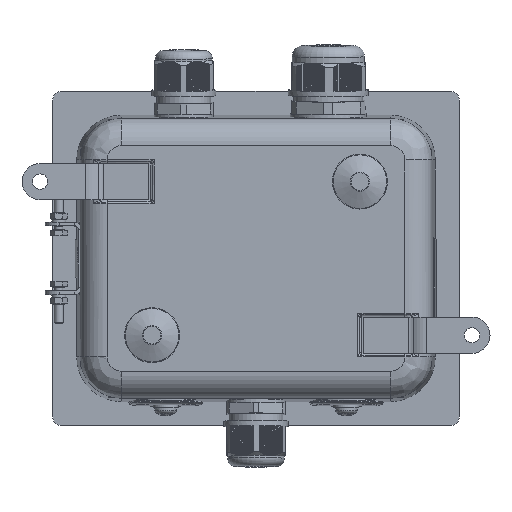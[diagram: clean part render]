
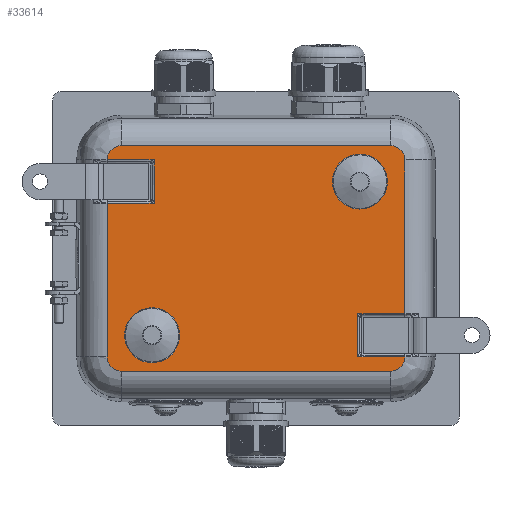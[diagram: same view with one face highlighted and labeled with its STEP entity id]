
A CAD part, front view. The second image highlights one B-rep face of the part: STEP entity #33614.
In plain terms, the highlighted planar face has unit normal (0, -1, 0).
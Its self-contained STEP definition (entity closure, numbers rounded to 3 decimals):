
#2344=LINE('',#49362,#4910);
#2366=LINE('',#49457,#4932);
#2367=LINE('',#49459,#4933);
#2368=LINE('',#49460,#4934);
#2369=LINE('',#49464,#4935);
#2370=LINE('',#49468,#4936);
#2371=LINE('',#49470,#4937);
#2372=LINE('',#49472,#4938);
#2373=LINE('',#49474,#4939);
#2374=LINE('',#49478,#4940);
#4910=VECTOR('',#39924,10.);
#4932=VECTOR('',#40042,10.);
#4933=VECTOR('',#40043,10.);
#4934=VECTOR('',#40044,10.);
#4935=VECTOR('',#40047,10.);
#4936=VECTOR('',#40050,10.);
#4937=VECTOR('',#40051,10.);
#4938=VECTOR('',#40052,10.);
#4939=VECTOR('',#40053,10.);
#4940=VECTOR('',#40056,10.);
#7523=FACE_BOUND('',#11680,.T.);
#7524=FACE_BOUND('',#11681,.T.);
#9826=FACE_OUTER_BOUND('',#11679,.T.);
#11679=EDGE_LOOP('',(#24628,#24629,#24630,#24631,#24632,#24633,#24634,#24635,
#24636,#24637,#24638,#24639,#24640,#24641));
#11680=EDGE_LOOP('',(#24642));
#11681=EDGE_LOOP('',(#24643));
#13428=CIRCLE('',#35881,15.194);
#13430=CIRCLE('',#35885,7.896);
#13431=CIRCLE('',#35886,7.896);
#13432=CIRCLE('',#35887,7.896);
#13433=CIRCLE('',#35888,7.896);
#13434=CIRCLE('',#35889,15.194);
#14765=VERTEX_POINT('',#49359);
#14766=VERTEX_POINT('',#49361);
#14788=VERTEX_POINT('',#49447);
#14790=VERTEX_POINT('',#49455);
#14791=VERTEX_POINT('',#49456);
#14792=VERTEX_POINT('',#49458);
#14793=VERTEX_POINT('',#49461);
#14794=VERTEX_POINT('',#49463);
#14795=VERTEX_POINT('',#49465);
#14796=VERTEX_POINT('',#49467);
#14797=VERTEX_POINT('',#49469);
#14798=VERTEX_POINT('',#49471);
#14799=VERTEX_POINT('',#49473);
#14800=VERTEX_POINT('',#49475);
#14801=VERTEX_POINT('',#49477);
#14802=VERTEX_POINT('',#49480);
#18443=EDGE_CURVE('',#14765,#14766,#2344,.T.);
#18486=EDGE_CURVE('',#14788,#14788,#13428,.T.);
#18489=EDGE_CURVE('',#14790,#14791,#2366,.T.);
#18490=EDGE_CURVE('',#14792,#14791,#2367,.T.);
#18491=EDGE_CURVE('',#14766,#14792,#2368,.T.);
#18492=EDGE_CURVE('',#14793,#14765,#13430,.T.);
#18493=EDGE_CURVE('',#14794,#14793,#2369,.T.);
#18494=EDGE_CURVE('',#14795,#14794,#13431,.T.);
#18495=EDGE_CURVE('',#14796,#14795,#2370,.T.);
#18496=EDGE_CURVE('',#14797,#14796,#2371,.T.);
#18497=EDGE_CURVE('',#14797,#14798,#2372,.T.);
#18498=EDGE_CURVE('',#14799,#14798,#2373,.T.);
#18499=EDGE_CURVE('',#14800,#14799,#13432,.T.);
#18500=EDGE_CURVE('',#14801,#14800,#2374,.T.);
#18501=EDGE_CURVE('',#14790,#14801,#13433,.T.);
#18502=EDGE_CURVE('',#14802,#14802,#13434,.T.);
#24628=ORIENTED_EDGE('',*,*,#18489,.T.);
#24629=ORIENTED_EDGE('',*,*,#18490,.F.);
#24630=ORIENTED_EDGE('',*,*,#18491,.F.);
#24631=ORIENTED_EDGE('',*,*,#18443,.F.);
#24632=ORIENTED_EDGE('',*,*,#18492,.F.);
#24633=ORIENTED_EDGE('',*,*,#18493,.F.);
#24634=ORIENTED_EDGE('',*,*,#18494,.F.);
#24635=ORIENTED_EDGE('',*,*,#18495,.F.);
#24636=ORIENTED_EDGE('',*,*,#18496,.F.);
#24637=ORIENTED_EDGE('',*,*,#18497,.T.);
#24638=ORIENTED_EDGE('',*,*,#18498,.F.);
#24639=ORIENTED_EDGE('',*,*,#18499,.F.);
#24640=ORIENTED_EDGE('',*,*,#18500,.F.);
#24641=ORIENTED_EDGE('',*,*,#18501,.F.);
#24642=ORIENTED_EDGE('',*,*,#18502,.F.);
#24643=ORIENTED_EDGE('',*,*,#18486,.F.);
#32449=PLANE('',#35884);
#33614=ADVANCED_FACE('',(#9826,#7523,#7524),#32449,.T.);
#35881=AXIS2_PLACEMENT_3D('',#49449,#40033,#40034);
#35884=AXIS2_PLACEMENT_3D('',#49454,#40040,#40041);
#35885=AXIS2_PLACEMENT_3D('',#49462,#40045,#40046);
#35886=AXIS2_PLACEMENT_3D('',#49466,#40048,#40049);
#35887=AXIS2_PLACEMENT_3D('',#49476,#40054,#40055);
#35888=AXIS2_PLACEMENT_3D('',#49479,#40057,#40058);
#35889=AXIS2_PLACEMENT_3D('',#49481,#40059,#40060);
#39924=DIRECTION('',(0.,0.,-1.));
#40033=DIRECTION('center_axis',(0.,-1.,0.));
#40034=DIRECTION('ref_axis',(1.,0.,0.));
#40040=DIRECTION('center_axis',(0.,-1.,0.));
#40041=DIRECTION('ref_axis',(-1.,0.,0.));
#40042=DIRECTION('',(-1.,0.,0.));
#40043=DIRECTION('',(0.,0.,-1.));
#40044=DIRECTION('',(-1.,0.,0.));
#40045=DIRECTION('center_axis',(0.,1.,0.));
#40046=DIRECTION('ref_axis',(0.707,0.,0.707));
#40047=DIRECTION('',(1.,0.,0.));
#40048=DIRECTION('center_axis',(0.,1.,0.));
#40049=DIRECTION('ref_axis',(-0.707,0.,0.707));
#40050=DIRECTION('',(-1.,0.,0.));
#40051=DIRECTION('',(0.,0.,1.));
#40052=DIRECTION('',(-1.,0.,0.));
#40053=DIRECTION('',(0.,0.,1.));
#40054=DIRECTION('center_axis',(0.,1.,0.));
#40055=DIRECTION('ref_axis',(-0.707,0.,-0.707));
#40056=DIRECTION('',(-1.,0.,0.));
#40057=DIRECTION('center_axis',(0.,1.,0.));
#40058=DIRECTION('ref_axis',(0.707,0.,-0.707));
#40059=DIRECTION('center_axis',(0.,-1.,0.));
#40060=DIRECTION('ref_axis',(1.,0.,0.));
#49359=CARTESIAN_POINT('',(82.396,4.,54.5));
#49361=CARTESIAN_POINT('',(82.396,4.,-30.5));
#49362=CARTESIAN_POINT('',(82.396,4.,27.25));
#49447=CARTESIAN_POINT('',(-72.69,4.,-42.5));
#49449=CARTESIAN_POINT('Origin',(-57.496,4.,-42.5));
#49454=CARTESIAN_POINT('Origin',(0.,4.,
0.));
#49455=CARTESIAN_POINT('',(82.396,4.,-54.5));
#49456=CARTESIAN_POINT('',(56.396,4.,-54.5));
#49457=CARTESIAN_POINT('',(28.698,4.,-54.5));
#49458=CARTESIAN_POINT('',(56.396,4.,-30.5));
#49459=CARTESIAN_POINT('',(56.396,4.,-15.75));
#49460=CARTESIAN_POINT('',(53.698,4.,-30.5));
#49461=CARTESIAN_POINT('',(74.5,4.,62.396));
#49462=CARTESIAN_POINT('Origin',(74.5,4.,54.5));
#49463=CARTESIAN_POINT('',(-74.5,4.,62.396));
#49464=CARTESIAN_POINT('',(-37.25,4.,62.396));
#49465=CARTESIAN_POINT('',(-82.396,4.,54.5));
#49466=CARTESIAN_POINT('Origin',(-74.5,4.,54.5));
#49467=CARTESIAN_POINT('',(-56.396,4.,54.5));
#49468=CARTESIAN_POINT('',(-28.698,4.,54.5));
#49469=CARTESIAN_POINT('',(-56.396,4.,30.5));
#49470=CARTESIAN_POINT('',(-56.396,4.,15.75));
#49471=CARTESIAN_POINT('',(-82.396,4.,30.5));
#49472=CARTESIAN_POINT('',(-53.698,4.,30.5));
#49473=CARTESIAN_POINT('',(-82.396,4.,-54.5));
#49474=CARTESIAN_POINT('',(-82.396,4.,-27.25));
#49475=CARTESIAN_POINT('',(-74.5,4.,-62.396));
#49476=CARTESIAN_POINT('Origin',(-74.5,4.,-54.5));
#49477=CARTESIAN_POINT('',(74.5,4.,-62.396));
#49478=CARTESIAN_POINT('',(37.25,4.,-62.396));
#49479=CARTESIAN_POINT('Origin',(74.5,4.,-54.5));
#49480=CARTESIAN_POINT('',(42.301,4.,42.5));
#49481=CARTESIAN_POINT('Origin',(57.496,4.,42.5));
